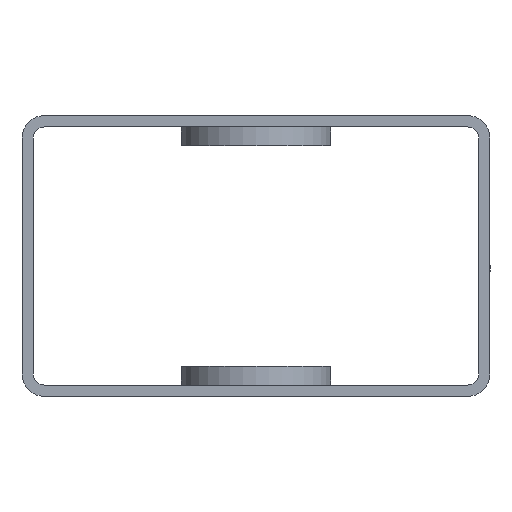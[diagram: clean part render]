
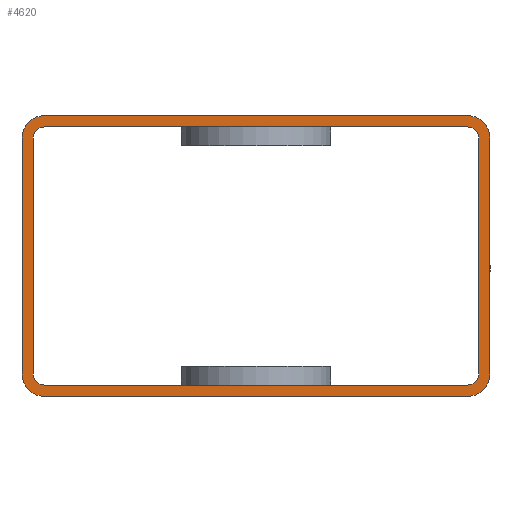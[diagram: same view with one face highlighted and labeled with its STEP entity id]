
A CAD part, left-side view. The second image highlights one B-rep face of the part: STEP entity #4620.
In plain terms, the highlighted planar face has unit normal (-1, 0, 0).
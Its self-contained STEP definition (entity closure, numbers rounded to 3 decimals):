
#44 = VECTOR ( 'NONE', #3076, 1000. ) ;
#50 = EDGE_CURVE ( 'NONE', #703, #2979, #4550, .T. ) ;
#88 = EDGE_CURVE ( 'NONE', #3159, #4568, #2689, .T. ) ;
#132 = CARTESIAN_POINT ( 'NONE',  ( -1550., -59.5, -31.5 ) ) ;
#210 = CARTESIAN_POINT ( 'NONE',  ( -1550., 56.5, 31.5 ) ) ;
#258 = ORIENTED_EDGE ( 'NONE', *, *, #3856, .F. ) ;
#341 = VECTOR ( 'NONE', #4206, 1000. ) ;
#352 = CIRCLE ( 'NONE', #3599, 6. ) ;
#368 = VECTOR ( 'NONE', #2931, 1000. ) ;
#408 = VERTEX_POINT ( 'NONE', #1750 ) ;
#440 = CARTESIAN_POINT ( 'NONE',  ( -1550., -56.5, 31.5 ) ) ;
#454 = AXIS2_PLACEMENT_3D ( 'NONE', #4984, #3072, #2649 ) ;
#519 = ORIENTED_EDGE ( 'NONE', *, *, #4154, .T. ) ;
#535 = CARTESIAN_POINT ( 'NONE',  ( -1550., -56.5, 34.5 ) ) ;
#544 = CARTESIAN_POINT ( 'NONE',  ( -1550., 59.5, 31.5 ) ) ;
#669 = ORIENTED_EDGE ( 'NONE', *, *, #1045, .T. ) ;
#670 = EDGE_CURVE ( 'NONE', #1439, #2595, #4689, .T. ) ;
#703 = VERTEX_POINT ( 'NONE', #535 ) ;
#747 = CARTESIAN_POINT ( 'NONE',  ( -1550., 56.5, -31.5 ) ) ;
#750 = AXIS2_PLACEMENT_3D ( 'NONE', #440, #1619, #2831 ) ;
#770 = PLANE ( 'NONE',  #454 ) ;
#791 = VECTOR ( 'NONE', #4961, 1000. ) ;
#829 = DIRECTION ( 'NONE',  ( 0., 0., -1. ) ) ;
#892 = ORIENTED_EDGE ( 'NONE', *, *, #1869, .F. ) ;
#928 = VECTOR ( 'NONE', #3577, 1000. ) ;
#941 = CARTESIAN_POINT ( 'NONE',  ( -1550., -56.5, -34.5 ) ) ;
#970 = CIRCLE ( 'NONE', #3803, 3. ) ;
#984 = CARTESIAN_POINT ( 'NONE',  ( -1550., -62.5, 31.5 ) ) ;
#985 = ORIENTED_EDGE ( 'NONE', *, *, #1712, .T. ) ;
#1044 = VECTOR ( 'NONE', #829, 1000. ) ;
#1045 = EDGE_CURVE ( 'NONE', #1532, #2595, #970, .T. ) ;
#1086 = VECTOR ( 'NONE', #1801, 1000. ) ;
#1100 = ORIENTED_EDGE ( 'NONE', *, *, #2794, .F. ) ;
#1102 = FACE_OUTER_BOUND ( 'NONE', #1337, .T. ) ;
#1113 = DIRECTION ( 'NONE',  ( 0., -1., 0. ) ) ;
#1118 = CIRCLE ( 'NONE', #3549, 6. ) ;
#1137 = CARTESIAN_POINT ( 'NONE',  ( -1550., -59.5, 31.5 ) ) ;
#1197 = VECTOR ( 'NONE', #4462, 1000. ) ;
#1219 = CARTESIAN_POINT ( 'NONE',  ( -1550., 59.5, 31.5 ) ) ;
#1231 = CARTESIAN_POINT ( 'NONE',  ( -1550., 56.5, 31.5 ) ) ;
#1295 = DIRECTION ( 'NONE',  ( -1., 0., 0. ) ) ;
#1337 = EDGE_LOOP ( 'NONE', ( #1818, #4407, #2741, #1100, #892, #4908, #4107, #985 ) ) ;
#1406 = AXIS2_PLACEMENT_3D ( 'NONE', #1231, #2769, #2390 ) ;
#1409 = CARTESIAN_POINT ( 'NONE',  ( -1550., -56.5, 37.5 ) ) ;
#1439 = VERTEX_POINT ( 'NONE', #544 ) ;
#1532 = VERTEX_POINT ( 'NONE', #3776 ) ;
#1619 = DIRECTION ( 'NONE',  ( 1., 0., 0. ) ) ;
#1712 = EDGE_CURVE ( 'NONE', #2884, #4568, #4179, .T. ) ;
#1723 = ORIENTED_EDGE ( 'NONE', *, *, #50, .T. ) ;
#1750 = CARTESIAN_POINT ( 'NONE',  ( -1550., 56.5, 37.5 ) ) ;
#1758 = CARTESIAN_POINT ( 'NONE',  ( -1550., -56.5, 31.5 ) ) ;
#1801 = DIRECTION ( 'NONE',  ( 0., -1., 0. ) ) ;
#1805 = CARTESIAN_POINT ( 'NONE',  ( -1550., 56.5, -31.5 ) ) ;
#1809 = CIRCLE ( 'NONE', #1406, 3. ) ;
#1818 = ORIENTED_EDGE ( 'NONE', *, *, #88, .F. ) ;
#1828 = CIRCLE ( 'NONE', #2645, 3. ) ;
#1866 = CARTESIAN_POINT ( 'NONE',  ( -1550., -56.5, -37.5 ) ) ;
#1869 = EDGE_CURVE ( 'NONE', #1952, #4019, #2294, .T. ) ;
#1880 = DIRECTION ( 'NONE',  ( 1., 0., 0. ) ) ;
#1925 = CARTESIAN_POINT ( 'NONE',  ( -1550., -59.5, 31.5 ) ) ;
#1952 = VERTEX_POINT ( 'NONE', #1409 ) ;
#2049 = CARTESIAN_POINT ( 'NONE',  ( -1550., -56.5, -31.5 ) ) ;
#2107 = LINE ( 'NONE', #4036, #928 ) ;
#2212 = DIRECTION ( 'NONE',  ( 1., 0., 0. ) ) ;
#2230 = VERTEX_POINT ( 'NONE', #1866 ) ;
#2282 = DIRECTION ( 'NONE',  ( -1., 0., 0. ) ) ;
#2294 = CIRCLE ( 'NONE', #750, 6. ) ;
#2390 = DIRECTION ( 'NONE',  ( 0., -1., 0. ) ) ;
#2394 = EDGE_LOOP ( 'NONE', ( #669, #4858, #3525, #3593, #1723, #519, #258, #4942 ) ) ;
#2425 = EDGE_CURVE ( 'NONE', #3159, #2230, #3710, .T. ) ;
#2576 = EDGE_CURVE ( 'NONE', #4346, #1439, #1809, .T. ) ;
#2595 = VERTEX_POINT ( 'NONE', #3166 ) ;
#2645 = AXIS2_PLACEMENT_3D ( 'NONE', #2049, #1295, #4004 ) ;
#2649 = DIRECTION ( 'NONE',  ( 0., 1., 0. ) ) ;
#2659 = CARTESIAN_POINT ( 'NONE',  ( -1550., 62.5, 31.5 ) ) ;
#2686 = VERTEX_POINT ( 'NONE', #941 ) ;
#2689 = CIRCLE ( 'NONE', #3740, 6. ) ;
#2704 = DIRECTION ( 'NONE',  ( 1., 0., 0. ) ) ;
#2741 = ORIENTED_EDGE ( 'NONE', *, *, #2980, .T. ) ;
#2769 = DIRECTION ( 'NONE',  ( -1., 0., 0. ) ) ;
#2794 = EDGE_CURVE ( 'NONE', #4019, #2901, #2107, .T. ) ;
#2831 = DIRECTION ( 'NONE',  ( 0., 1., 0. ) ) ;
#2860 = LINE ( 'NONE', #3724, #791 ) ;
#2884 = VERTEX_POINT ( 'NONE', #2935 ) ;
#2901 = VERTEX_POINT ( 'NONE', #3702 ) ;
#2931 = DIRECTION ( 'NONE',  ( 0., -1., 0. ) ) ;
#2935 = CARTESIAN_POINT ( 'NONE',  ( -1550., 62.5, 31.5 ) ) ;
#2979 = VERTEX_POINT ( 'NONE', #1925 ) ;
#2980 = EDGE_CURVE ( 'NONE', #2230, #2901, #352, .T. ) ;
#3003 = CARTESIAN_POINT ( 'NONE',  ( -1550., 56.5, 37.5 ) ) ;
#3072 = DIRECTION ( 'NONE',  ( 1., 0., 0. ) ) ;
#3076 = DIRECTION ( 'NONE',  ( 0., 0., -1. ) ) ;
#3159 = VERTEX_POINT ( 'NONE', #4054 ) ;
#3166 = CARTESIAN_POINT ( 'NONE',  ( -1550., 59.5, -31.5 ) ) ;
#3299 = DIRECTION ( 'NONE',  ( 0., 1., 0. ) ) ;
#3331 = LINE ( 'NONE', #3358, #1197 ) ;
#3358 = CARTESIAN_POINT ( 'NONE',  ( -1550., 56.5, -34.5 ) ) ;
#3525 = ORIENTED_EDGE ( 'NONE', *, *, #2576, .F. ) ;
#3549 = AXIS2_PLACEMENT_3D ( 'NONE', #210, #4465, #4578 ) ;
#3577 = DIRECTION ( 'NONE',  ( 0., 0., -1. ) ) ;
#3593 = ORIENTED_EDGE ( 'NONE', *, *, #4937, .T. ) ;
#3599 = AXIS2_PLACEMENT_3D ( 'NONE', #4693, #2282, #1113 ) ;
#3702 = CARTESIAN_POINT ( 'NONE',  ( -1550., -62.5, -31.5 ) ) ;
#3710 = LINE ( 'NONE', #4165, #1086 ) ;
#3724 = CARTESIAN_POINT ( 'NONE',  ( -1550., 56.5, 34.5 ) ) ;
#3740 = AXIS2_PLACEMENT_3D ( 'NONE', #1805, #1880, #4239 ) ;
#3776 = CARTESIAN_POINT ( 'NONE',  ( -1550., 56.5, -34.5 ) ) ;
#3793 = CARTESIAN_POINT ( 'NONE',  ( -1550., 62.5, -31.5 ) ) ;
#3803 = AXIS2_PLACEMENT_3D ( 'NONE', #747, #2704, #3847 ) ;
#3843 = FACE_BOUND ( 'NONE', #2394, .T. ) ;
#3847 = DIRECTION ( 'NONE',  ( 0., 1., 0. ) ) ;
#3856 = EDGE_CURVE ( 'NONE', #2686, #3973, #1828, .T. ) ;
#3973 = VERTEX_POINT ( 'NONE', #132 ) ;
#4004 = DIRECTION ( 'NONE',  ( 0., -1., 0. ) ) ;
#4005 = EDGE_CURVE ( 'NONE', #408, #1952, #4153, .T. ) ;
#4008 = EDGE_CURVE ( 'NONE', #1532, #2686, #3331, .T. ) ;
#4019 = VERTEX_POINT ( 'NONE', #984 ) ;
#4036 = CARTESIAN_POINT ( 'NONE',  ( -1550., -62.5, 31.5 ) ) ;
#4054 = CARTESIAN_POINT ( 'NONE',  ( -1550., 56.5, -37.5 ) ) ;
#4107 = ORIENTED_EDGE ( 'NONE', *, *, #4909, .T. ) ;
#4153 = LINE ( 'NONE', #3003, #368 ) ;
#4154 = EDGE_CURVE ( 'NONE', #2979, #3973, #5039, .T. ) ;
#4165 = CARTESIAN_POINT ( 'NONE',  ( -1550., 56.5, -37.5 ) ) ;
#4179 = LINE ( 'NONE', #2659, #341 ) ;
#4206 = DIRECTION ( 'NONE',  ( 0., 0., -1. ) ) ;
#4239 = DIRECTION ( 'NONE',  ( 0., 1., 0. ) ) ;
#4346 = VERTEX_POINT ( 'NONE', #4759 ) ;
#4407 = ORIENTED_EDGE ( 'NONE', *, *, #2425, .T. ) ;
#4462 = DIRECTION ( 'NONE',  ( 0., -1., 0. ) ) ;
#4465 = DIRECTION ( 'NONE',  ( -1., 0., 0. ) ) ;
#4550 = CIRCLE ( 'NONE', #4958, 3. ) ;
#4568 = VERTEX_POINT ( 'NONE', #3793 ) ;
#4578 = DIRECTION ( 'NONE',  ( 0., -1., 0. ) ) ;
#4620 = ADVANCED_FACE ( 'NONE', ( #3843, #1102 ), #770, .F. ) ;
#4689 = LINE ( 'NONE', #1219, #1044 ) ;
#4693 = CARTESIAN_POINT ( 'NONE',  ( -1550., -56.5, -31.5 ) ) ;
#4759 = CARTESIAN_POINT ( 'NONE',  ( -1550., 56.5, 34.5 ) ) ;
#4858 = ORIENTED_EDGE ( 'NONE', *, *, #670, .F. ) ;
#4908 = ORIENTED_EDGE ( 'NONE', *, *, #4005, .F. ) ;
#4909 = EDGE_CURVE ( 'NONE', #408, #2884, #1118, .T. ) ;
#4937 = EDGE_CURVE ( 'NONE', #4346, #703, #2860, .T. ) ;
#4942 = ORIENTED_EDGE ( 'NONE', *, *, #4008, .F. ) ;
#4958 = AXIS2_PLACEMENT_3D ( 'NONE', #1758, #2212, #3299 ) ;
#4961 = DIRECTION ( 'NONE',  ( 0., -1., 0. ) ) ;
#4984 = CARTESIAN_POINT ( 'NONE',  ( -1550., 56.5, -31.5 ) ) ;
#5039 = LINE ( 'NONE', #1137, #44 ) ;
